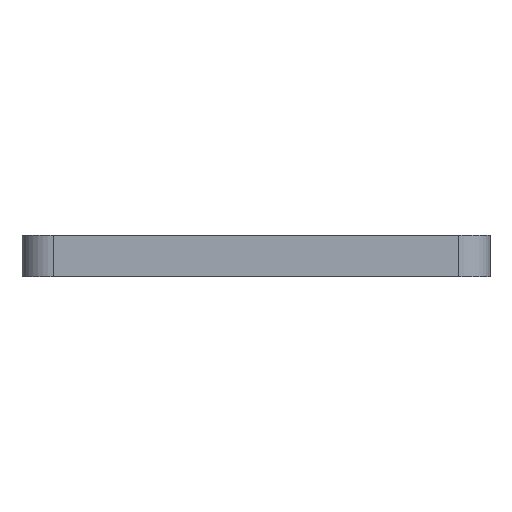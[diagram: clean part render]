
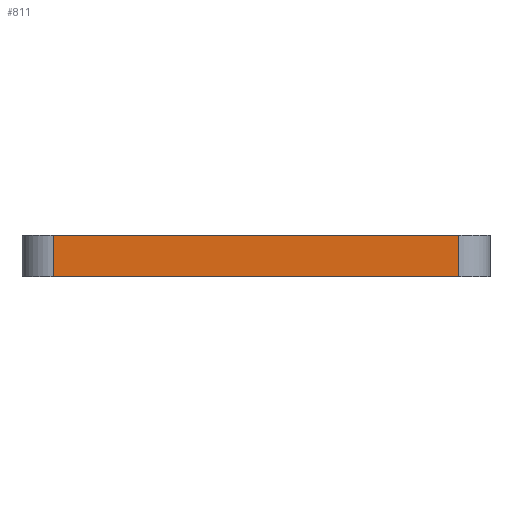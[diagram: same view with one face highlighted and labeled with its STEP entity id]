
A CAD part, left-side view. The second image highlights one B-rep face of the part: STEP entity #811.
In plain terms, the highlighted planar face has unit normal (-1, 0, 0).
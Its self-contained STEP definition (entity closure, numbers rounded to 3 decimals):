
#43 = PLANE('',#44);
#44 = AXIS2_PLACEMENT_3D('',#45,#46,#47);
#45 = CARTESIAN_POINT('',(45.,22.5,4.));
#46 = DIRECTION('',(0.,0.,1.));
#47 = DIRECTION('',(1.,0.,-0.));
#96 = PLANE('',#97);
#97 = AXIS2_PLACEMENT_3D('',#98,#99,#100);
#98 = CARTESIAN_POINT('',(45.,22.5,0.));
#99 = DIRECTION('',(0.,0.,1.));
#100 = DIRECTION('',(1.,0.,-0.));
#196 = VERTEX_POINT('',#197);
#197 = CARTESIAN_POINT('',(0.,3.,4.));
#205 = CYLINDRICAL_SURFACE('',#206,3.);
#206 = AXIS2_PLACEMENT_3D('',#207,#208,#209);
#207 = CARTESIAN_POINT('',(3.,3.,0.));
#208 = DIRECTION('',(0.,0.,1.));
#209 = DIRECTION('',(-0.707,-0.707,0.));
#228 = EDGE_CURVE('',#196,#229,#231,.T.);
#229 = VERTEX_POINT('',#230);
#230 = CARTESIAN_POINT('',(0.,3.,0.));
#231 = SURFACE_CURVE('',#232,(#236,#243),.PCURVE_S1.);
#232 = LINE('',#233,#234);
#233 = CARTESIAN_POINT('',(0.,3.,0.));
#234 = VECTOR('',#235,1.);
#235 = DIRECTION('',(0.,0.,-1.));
#236 = PCURVE('',#205,#237);
#237 = DEFINITIONAL_REPRESENTATION('',(#238),#242);
#238 = LINE('',#239,#240);
#239 = CARTESIAN_POINT('',(5.498,0.));
#240 = VECTOR('',#241,1.);
#241 = DIRECTION('',(0.,-1.));
#242 = ( GEOMETRIC_REPRESENTATION_CONTEXT(2) 
PARAMETRIC_REPRESENTATION_CONTEXT() REPRESENTATION_CONTEXT('2D SPACE',''
  ) );
#243 = PCURVE('',#244,#249);
#244 = PLANE('',#245);
#245 = AXIS2_PLACEMENT_3D('',#246,#247,#248);
#246 = CARTESIAN_POINT('',(0.,45.,0.));
#247 = DIRECTION('',(-1.,0.,0.));
#248 = DIRECTION('',(0.,-1.,0.));
#249 = DEFINITIONAL_REPRESENTATION('',(#250),#254);
#250 = LINE('',#251,#252);
#251 = CARTESIAN_POINT('',(42.,0.));
#252 = VECTOR('',#253,1.);
#253 = DIRECTION('',(0.,-1.));
#254 = ( GEOMETRIC_REPRESENTATION_CONTEXT(2) 
PARAMETRIC_REPRESENTATION_CONTEXT() REPRESENTATION_CONTEXT('2D SPACE',''
  ) );
#392 = EDGE_CURVE('',#393,#229,#395,.T.);
#393 = VERTEX_POINT('',#394);
#394 = CARTESIAN_POINT('',(0.,42.,0.));
#395 = SURFACE_CURVE('',#396,(#400,#407),.PCURVE_S1.);
#396 = LINE('',#397,#398);
#397 = CARTESIAN_POINT('',(0.,45.,0.));
#398 = VECTOR('',#399,1.);
#399 = DIRECTION('',(0.,-1.,0.));
#400 = PCURVE('',#96,#401);
#401 = DEFINITIONAL_REPRESENTATION('',(#402),#406);
#402 = LINE('',#403,#404);
#403 = CARTESIAN_POINT('',(-45.,22.5));
#404 = VECTOR('',#405,1.);
#405 = DIRECTION('',(0.,-1.));
#406 = ( GEOMETRIC_REPRESENTATION_CONTEXT(2) 
PARAMETRIC_REPRESENTATION_CONTEXT() REPRESENTATION_CONTEXT('2D SPACE',''
  ) );
#407 = PCURVE('',#244,#408);
#408 = DEFINITIONAL_REPRESENTATION('',(#409),#413);
#409 = LINE('',#410,#411);
#410 = CARTESIAN_POINT('',(0.,0.));
#411 = VECTOR('',#412,1.);
#412 = DIRECTION('',(1.,0.));
#413 = ( GEOMETRIC_REPRESENTATION_CONTEXT(2) 
PARAMETRIC_REPRESENTATION_CONTEXT() REPRESENTATION_CONTEXT('2D SPACE',''
  ) );
#432 = CYLINDRICAL_SURFACE('',#433,3.);
#433 = AXIS2_PLACEMENT_3D('',#434,#435,#436);
#434 = CARTESIAN_POINT('',(3.,42.,0.));
#435 = DIRECTION('',(0.,0.,1.));
#436 = DIRECTION('',(-0.707,0.707,0.));
#762 = VERTEX_POINT('',#763);
#763 = CARTESIAN_POINT('',(0.,42.,4.));
#791 = EDGE_CURVE('',#393,#762,#792,.T.);
#792 = SURFACE_CURVE('',#793,(#797,#804),.PCURVE_S1.);
#793 = LINE('',#794,#795);
#794 = CARTESIAN_POINT('',(0.,42.,0.));
#795 = VECTOR('',#796,1.);
#796 = DIRECTION('',(0.,0.,1.));
#797 = PCURVE('',#432,#798);
#798 = DEFINITIONAL_REPRESENTATION('',(#799),#803);
#799 = LINE('',#800,#801);
#800 = CARTESIAN_POINT('',(7.069,0.));
#801 = VECTOR('',#802,1.);
#802 = DIRECTION('',(0.,1.));
#803 = ( GEOMETRIC_REPRESENTATION_CONTEXT(2) 
PARAMETRIC_REPRESENTATION_CONTEXT() REPRESENTATION_CONTEXT('2D SPACE',''
  ) );
#804 = PCURVE('',#244,#805);
#805 = DEFINITIONAL_REPRESENTATION('',(#806),#810);
#806 = LINE('',#807,#808);
#807 = CARTESIAN_POINT('',(3.,0.));
#808 = VECTOR('',#809,1.);
#809 = DIRECTION('',(0.,1.));
#810 = ( GEOMETRIC_REPRESENTATION_CONTEXT(2) 
PARAMETRIC_REPRESENTATION_CONTEXT() REPRESENTATION_CONTEXT('2D SPACE',''
  ) );
#811 = ADVANCED_FACE('',(#812),#244,.T.);
#812 = FACE_BOUND('',#813,.T.);
#813 = EDGE_LOOP('',(#814,#815,#836,#837));
#814 = ORIENTED_EDGE('',*,*,#228,.F.);
#815 = ORIENTED_EDGE('',*,*,#816,.F.);
#816 = EDGE_CURVE('',#762,#196,#817,.T.);
#817 = SURFACE_CURVE('',#818,(#822,#829),.PCURVE_S1.);
#818 = LINE('',#819,#820);
#819 = CARTESIAN_POINT('',(0.,45.,4.));
#820 = VECTOR('',#821,1.);
#821 = DIRECTION('',(0.,-1.,0.));
#822 = PCURVE('',#244,#823);
#823 = DEFINITIONAL_REPRESENTATION('',(#824),#828);
#824 = LINE('',#825,#826);
#825 = CARTESIAN_POINT('',(0.,4.));
#826 = VECTOR('',#827,1.);
#827 = DIRECTION('',(1.,0.));
#828 = ( GEOMETRIC_REPRESENTATION_CONTEXT(2) 
PARAMETRIC_REPRESENTATION_CONTEXT() REPRESENTATION_CONTEXT('2D SPACE',''
  ) );
#829 = PCURVE('',#43,#830);
#830 = DEFINITIONAL_REPRESENTATION('',(#831),#835);
#831 = LINE('',#832,#833);
#832 = CARTESIAN_POINT('',(-45.,22.5));
#833 = VECTOR('',#834,1.);
#834 = DIRECTION('',(0.,-1.));
#835 = ( GEOMETRIC_REPRESENTATION_CONTEXT(2) 
PARAMETRIC_REPRESENTATION_CONTEXT() REPRESENTATION_CONTEXT('2D SPACE',''
  ) );
#836 = ORIENTED_EDGE('',*,*,#791,.F.);
#837 = ORIENTED_EDGE('',*,*,#392,.T.);
